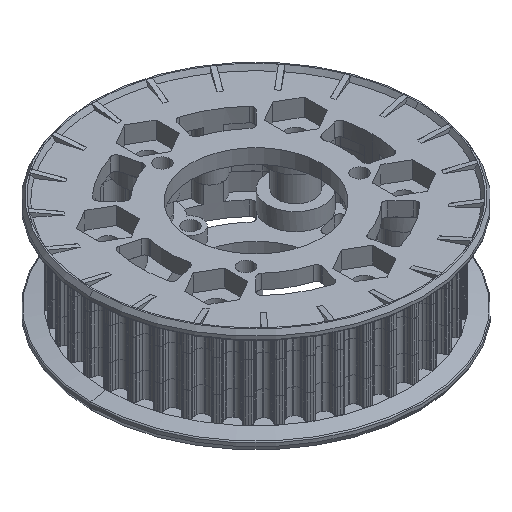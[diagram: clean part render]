
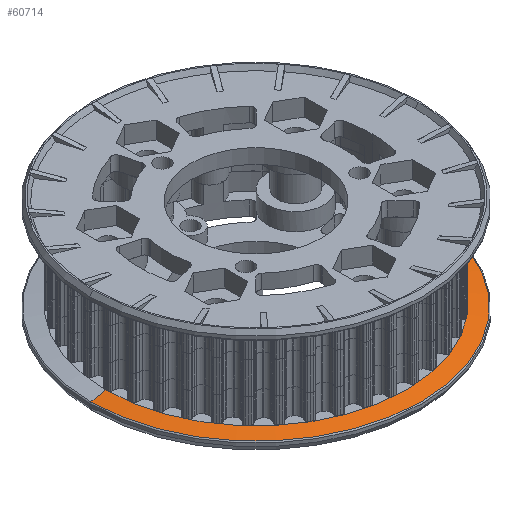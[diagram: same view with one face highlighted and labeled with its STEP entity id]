
A CAD part, isometric view. The second image highlights one B-rep face of the part: STEP entity #60714.
In plain terms, the highlighted conical face has half-angle 80 degrees and reference radius 36.5 mm.
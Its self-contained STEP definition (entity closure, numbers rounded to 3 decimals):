
#123 = CIRCLE ( 'NONE', #25177, 36.293 ) ;
#4526 = DIRECTION ( 'NONE',  ( 0., 0., -1. ) ) ;
#4581 = AXIS2_PLACEMENT_3D ( 'NONE', #24632, #29857, #55441 ) ;
#9270 = ORIENTED_EDGE ( 'NONE', *, *, #43266, .F. ) ;
#11875 = CARTESIAN_POINT ( 'NONE',  ( 36.5, 0., 0.705 ) ) ;
#12930 = FACE_OUTER_BOUND ( 'NONE', #48027, .T. ) ;
#16012 = VERTEX_POINT ( 'NONE', #26759 ) ;
#16185 = CARTESIAN_POINT ( 'NONE',  ( 33., 0., 0.087 ) ) ;
#17263 = ORIENTED_EDGE ( 'NONE', *, *, #34221, .F. ) ;
#19863 = CARTESIAN_POINT ( 'NONE',  ( 0., 0., 0.668 ) ) ;
#21671 = VERTEX_POINT ( 'NONE', #27969 ) ;
#22089 = CARTESIAN_POINT ( 'NONE',  ( -36.293, 0., 0.668 ) ) ;
#22150 = LINE ( 'NONE', #11875, #63274 ) ;
#24084 = DIRECTION ( 'NONE',  ( -0.985, 0., 0.174 ) ) ;
#24632 = CARTESIAN_POINT ( 'NONE',  ( 0., 0., 0.705 ) ) ;
#25063 = DIRECTION ( 'NONE',  ( -1., 0., 0. ) ) ;
#25079 = VERTEX_POINT ( 'NONE', #16185 ) ;
#25177 = AXIS2_PLACEMENT_3D ( 'NONE', #19863, #55893, #25063 ) ;
#26759 = CARTESIAN_POINT ( 'NONE',  ( -33., 0., 0.087 ) ) ;
#27969 = CARTESIAN_POINT ( 'NONE',  ( 36.293, 0., 0.668 ) ) ;
#29367 = VECTOR ( 'NONE', #24084, 1000. ) ;
#29857 = DIRECTION ( 'NONE',  ( 0., 0., 1. ) ) ;
#30297 = EDGE_CURVE ( 'NONE', #21671, #53609, #123, .T. ) ;
#34221 = EDGE_CURVE ( 'NONE', #25079, #16012, #53381, .T. ) ;
#35471 = CARTESIAN_POINT ( 'NONE',  ( 0., 0., 0.087 ) ) ;
#40631 = DIRECTION ( 'NONE',  ( 1., 0., 0. ) ) ;
#41055 = ORIENTED_EDGE ( 'NONE', *, *, #48311, .T. ) ;
#43266 = EDGE_CURVE ( 'NONE', #16012, #53609, #44594, .T. ) ;
#44594 = LINE ( 'NONE', #54918, #29367 ) ;
#47949 = DIRECTION ( 'NONE',  ( 0.985, 0., 0.174 ) ) ;
#48027 = EDGE_LOOP ( 'NONE', ( #9270, #17263, #41055, #62795 ) ) ;
#48311 = EDGE_CURVE ( 'NONE', #25079, #21671, #22150, .T. ) ;
#50802 = CONICAL_SURFACE ( 'NONE', #4581, 36.5, 1.396 ) ;
#53381 = CIRCLE ( 'NONE', #65521, 33. ) ;
#53609 = VERTEX_POINT ( 'NONE', #22089 ) ;
#54918 = CARTESIAN_POINT ( 'NONE',  ( -36.5, 0., 0.705 ) ) ;
#55441 = DIRECTION ( 'NONE',  ( 1., 0., 0. ) ) ;
#55893 = DIRECTION ( 'NONE',  ( 0., 0., -1. ) ) ;
#60714 = ADVANCED_FACE ( 'NONE', ( #12930 ), #50802, .T. ) ;
#62795 = ORIENTED_EDGE ( 'NONE', *, *, #30297, .T. ) ;
#63274 = VECTOR ( 'NONE', #47949, 1000. ) ;
#65521 = AXIS2_PLACEMENT_3D ( 'NONE', #35471, #4526, #40631 ) ;
